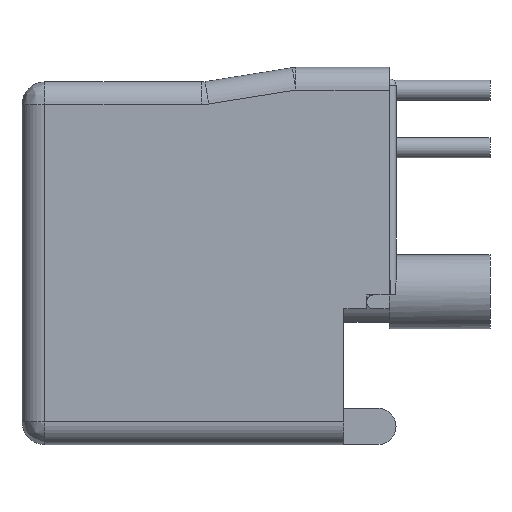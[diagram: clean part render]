
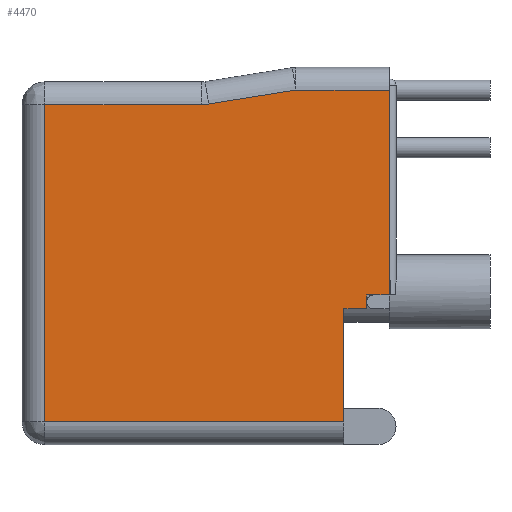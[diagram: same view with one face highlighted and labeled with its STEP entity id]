
A CAD part, front view. The second image highlights one B-rep face of the part: STEP entity #4470.
In plain terms, the highlighted planar face has unit normal (0, -1, 0).
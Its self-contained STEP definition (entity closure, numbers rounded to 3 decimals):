
#28 = ORIENTED_EDGE ( 'NONE', *, *, #3474, .F. ) ;
#40 = DIRECTION ( 'NONE',  ( 1., 0., 0. ) ) ;
#59 = VERTEX_POINT ( 'NONE', #4990 ) ;
#66 = VERTEX_POINT ( 'NONE', #1801 ) ;
#200 = CARTESIAN_POINT ( 'NONE',  ( -7.255, -5.78, 6.68 ) ) ;
#274 = CARTESIAN_POINT ( 'NONE',  ( 6.945, -5.78, -1.72 ) ) ;
#280 = VERTEX_POINT ( 'NONE', #2620 ) ;
#310 = EDGE_CURVE ( 'NONE', #1883, #66, #4823, .T. ) ;
#313 = DIRECTION ( 'NONE',  ( 0.987, 0., 0.158 ) ) ;
#327 = CARTESIAN_POINT ( 'NONE',  ( 5.945, -5.78, -7.32 ) ) ;
#380 = LINE ( 'NONE', #3684, #508 ) ;
#428 = DIRECTION ( 'NONE',  ( 1., 0., 0. ) ) ;
#441 = LINE ( 'NONE', #1342, #1623 ) ;
#504 = CARTESIAN_POINT ( 'NONE',  ( 7.948, -5.78, -1.72 ) ) ;
#508 = VECTOR ( 'NONE', #1303, 1000. ) ;
#538 = VECTOR ( 'NONE', #1603, 1000. ) ;
#551 = CARTESIAN_POINT ( 'NONE',  ( -0.019, -5.78, 6.705 ) ) ;
#571 = LINE ( 'NONE', #2705, #1870 ) ;
#620 = VECTOR ( 'NONE', #4032, 1000. ) ;
#630 = VECTOR ( 'NONE', #4026, 1000. ) ;
#745 = LINE ( 'NONE', #4016, #620 ) ;
#801 = EDGE_LOOP ( 'NONE', ( #1487, #1451, #4560, #3255, #5186, #1607, #4514, #5081, #28, #888, #3236, #3383 ) ) ;
#841 = CARTESIAN_POINT ( 'NONE',  ( -7.255, -5.78, 0. ) ) ;
#861 = VERTEX_POINT ( 'NONE', #274 ) ;
#888 = ORIENTED_EDGE ( 'NONE', *, *, #2781, .F. ) ;
#932 = DIRECTION ( 'NONE',  ( 1., 0., 0. ) ) ;
#1169 = VECTOR ( 'NONE', #428, 1000. ) ;
#1252 = CARTESIAN_POINT ( 'NONE',  ( 0.346, -5.78, -7.32 ) ) ;
#1303 = DIRECTION ( 'NONE',  ( 0., 0., -1. ) ) ;
#1332 = CARTESIAN_POINT ( 'NONE',  ( 7.945, -5.78, -1.314 ) ) ;
#1342 = CARTESIAN_POINT ( 'NONE',  ( 7.945, -5.78, 0. ) ) ;
#1362 = VERTEX_POINT ( 'NONE', #327 ) ;
#1417 = VECTOR ( 'NONE', #4039, 1000. ) ;
#1451 = ORIENTED_EDGE ( 'NONE', *, *, #3438, .F. ) ;
#1487 = ORIENTED_EDGE ( 'NONE', *, *, #2976, .F. ) ;
#1552 = AXIS2_PLACEMENT_3D ( 'NONE', #2488, #4081, #1690 ) ;
#1595 = CARTESIAN_POINT ( 'NONE',  ( -0.019, -5.78, 6.705 ) ) ;
#1603 = DIRECTION ( 'NONE',  ( 0., 0., -1. ) ) ;
#1607 = ORIENTED_EDGE ( 'NONE', *, *, #2702, .F. ) ;
#1623 = VECTOR ( 'NONE', #3718, 1000. ) ;
#1654 = VERTEX_POINT ( 'NONE', #200 ) ;
#1690 = DIRECTION ( 'NONE',  ( 1., 0., 0. ) ) ;
#1801 = CARTESIAN_POINT ( 'NONE',  ( -0.334, -5.78, 6.68 ) ) ;
#1870 = VECTOR ( 'NONE', #313, 1000. ) ;
#1883 = VERTEX_POINT ( 'NONE', #1595 ) ;
#1962 = CARTESIAN_POINT ( 'NONE',  ( 7.948, -5.78, -1.72 ) ) ;
#1984 = LINE ( 'NONE', #2806, #1169 ) ;
#1989 = EDGE_CURVE ( 'NONE', #1362, #3447, #2476, .T. ) ;
#2125 = VECTOR ( 'NONE', #932, 1000. ) ;
#2476 = LINE ( 'NONE', #1252, #1417 ) ;
#2482 = EDGE_CURVE ( 'NONE', #1883, #2489, #571, .T. ) ;
#2488 = CARTESIAN_POINT ( 'NONE',  ( -7.559, -5.78, 7.613 ) ) ;
#2489 = VERTEX_POINT ( 'NONE', #3103 ) ;
#2537 = CARTESIAN_POINT ( 'NONE',  ( -0.123, -5.78, 6.688 ) ) ;
#2620 = CARTESIAN_POINT ( 'NONE',  ( 5.945, -5.78, -2.32 ) ) ;
#2663 = CARTESIAN_POINT ( 'NONE',  ( 7.945, -5.78, -1.111 ) ) ;
#2702 = EDGE_CURVE ( 'NONE', #3447, #1654, #2878, .T. ) ;
#2705 = CARTESIAN_POINT ( 'NONE',  ( 3.824, -5.78, 7.32 ) ) ;
#2781 = EDGE_CURVE ( 'NONE', #861, #59, #380, .T. ) ;
#2801 = VERTEX_POINT ( 'NONE', #504 ) ;
#2806 = CARTESIAN_POINT ( 'NONE',  ( 0.346, -5.78, 6.68 ) ) ;
#2837 = EDGE_CURVE ( 'NONE', #861, #2801, #3182, .T. ) ;
#2869 = LINE ( 'NONE', #3217, #3785 ) ;
#2878 = LINE ( 'NONE', #841, #630 ) ;
#2935 = CARTESIAN_POINT ( 'NONE',  ( 9.255, -5.78, -1.72 ) ) ;
#2976 = EDGE_CURVE ( 'NONE', #4129, #3186, #441, .T. ) ;
#3103 = CARTESIAN_POINT ( 'NONE',  ( 3.824, -5.78, 7.32 ) ) ;
#3164 = CARTESIAN_POINT ( 'NONE',  ( 7.945, -5.78, 7.32 ) ) ;
#3182 = LINE ( 'NONE', #2935, #2125 ) ;
#3186 = VERTEX_POINT ( 'NONE', #2663 ) ;
#3217 = CARTESIAN_POINT ( 'NONE',  ( 0.346, -5.78, 7.32 ) ) ;
#3236 = ORIENTED_EDGE ( 'NONE', *, *, #2837, .T. ) ;
#3255 = ORIENTED_EDGE ( 'NONE', *, *, #310, .T. ) ;
#3257 = B_SPLINE_CURVE_WITH_KNOTS ( 'NONE', 3,
 ( #4108, #1332, #4979, #1962 ),
 .UNSPECIFIED., .F., .F.,
 ( 4, 4 ),
 ( 0., 0.001 ),
 .UNSPECIFIED. ) ;
#3275 = CARTESIAN_POINT ( 'NONE',  ( -0.229, -5.78, 6.68 ) ) ;
#3383 = ORIENTED_EDGE ( 'NONE', *, *, #3611, .F. ) ;
#3438 = EDGE_CURVE ( 'NONE', #2489, #4129, #2869, .T. ) ;
#3447 = VERTEX_POINT ( 'NONE', #3624 ) ;
#3474 = EDGE_CURVE ( 'NONE', #59, #280, #745, .T. ) ;
#3611 = EDGE_CURVE ( 'NONE', #3186, #2801, #3257, .T. ) ;
#3624 = CARTESIAN_POINT ( 'NONE',  ( -7.255, -5.78, -7.32 ) ) ;
#3664 = EDGE_CURVE ( 'NONE', #1654, #66, #1984, .T. ) ;
#3676 = PLANE ( 'NONE',  #1552 ) ;
#3684 = CARTESIAN_POINT ( 'NONE',  ( 6.945, -5.78, 0. ) ) ;
#3718 = DIRECTION ( 'NONE',  ( 0., 0., -1. ) ) ;
#3785 = VECTOR ( 'NONE', #40, 1000. ) ;
#3985 = CARTESIAN_POINT ( 'NONE',  ( 5.945, -5.78, 0. ) ) ;
#4016 = CARTESIAN_POINT ( 'NONE',  ( 0.346, -5.78, -2.32 ) ) ;
#4026 = DIRECTION ( 'NONE',  ( 0., 0., 1. ) ) ;
#4032 = DIRECTION ( 'NONE',  ( -1., 0., 0. ) ) ;
#4039 = DIRECTION ( 'NONE',  ( -1., 0., 0. ) ) ;
#4081 = DIRECTION ( 'NONE',  ( 0., 1., 0. ) ) ;
#4108 = CARTESIAN_POINT ( 'NONE',  ( 7.945, -5.78, -1.111 ) ) ;
#4129 = VERTEX_POINT ( 'NONE', #3164 ) ;
#4159 = EDGE_CURVE ( 'NONE', #280, #1362, #4520, .T. ) ;
#4470 = ADVANCED_FACE ( 'NONE', ( #4887 ), #3676, .F. ) ;
#4514 = ORIENTED_EDGE ( 'NONE', *, *, #1989, .F. ) ;
#4520 = LINE ( 'NONE', #3985, #538 ) ;
#4560 = ORIENTED_EDGE ( 'NONE', *, *, #2482, .F. ) ;
#4823 = B_SPLINE_CURVE_WITH_KNOTS ( 'NONE', 3,
 ( #551, #2537, #3275, #5051 ),
 .UNSPECIFIED., .F., .F.,
 ( 4, 4 ),
 ( 0., 1. ),
 .UNSPECIFIED. ) ;
#4887 = FACE_OUTER_BOUND ( 'NONE', #801, .T. ) ;
#4979 = CARTESIAN_POINT ( 'NONE',  ( 7.949, -5.78, -1.517 ) ) ;
#4990 = CARTESIAN_POINT ( 'NONE',  ( 6.945, -5.78, -2.32 ) ) ;
#5051 = CARTESIAN_POINT ( 'NONE',  ( -0.334, -5.78, 6.68 ) ) ;
#5081 = ORIENTED_EDGE ( 'NONE', *, *, #4159, .F. ) ;
#5186 = ORIENTED_EDGE ( 'NONE', *, *, #3664, .F. ) ;
